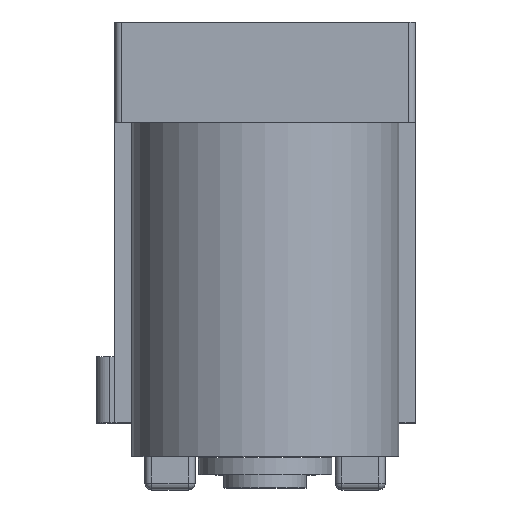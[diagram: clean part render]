
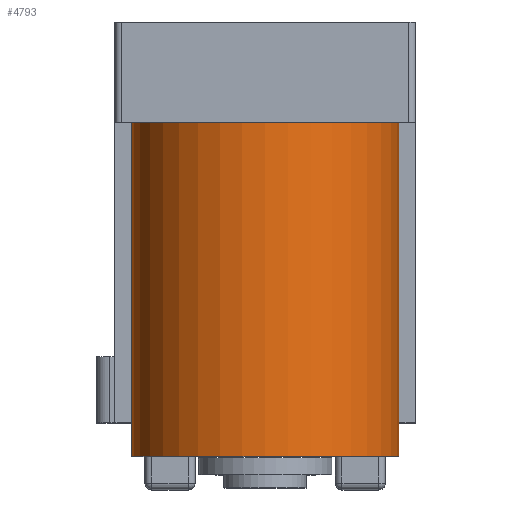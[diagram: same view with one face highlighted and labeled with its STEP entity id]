
A CAD part, top view. The second image highlights one B-rep face of the part: STEP entity #4793.
In plain terms, the highlighted cylindrical face has radius 4 mm (diameter 8 mm), a partial arc.
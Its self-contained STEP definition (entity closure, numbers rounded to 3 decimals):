
#64=CYLINDRICAL_SURFACE('',#5079,4.);
#105=CIRCLE('',#5080,4.);
#106=CIRCLE('',#5081,4.);
#300=FACE_OUTER_BOUND('',#578,.T.);
#578=EDGE_LOOP('',(#3226,#3227,#3228,#3229,#3230,#3231));
#981=LINE('',#7056,#1506);
#1011=LINE('',#7115,#1536);
#1012=LINE('',#7119,#1537);
#1013=LINE('',#7121,#1538);
#1506=VECTOR('',#5555,1.);
#1536=VECTOR('',#5605,1.);
#1537=VECTOR('',#5610,1.);
#1538=VECTOR('',#5611,1.);
#2044=VERTEX_POINT('',#7020);
#2051=VERTEX_POINT('',#7038);
#2056=VERTEX_POINT('',#7055);
#2075=VERTEX_POINT('',#7113);
#2076=VERTEX_POINT('',#7117);
#2077=VERTEX_POINT('',#7120);
#2496=EDGE_CURVE('',#2044,#2056,#981,.T.);
#2527=EDGE_CURVE('',#2075,#2044,#1011,.T.);
#2528=EDGE_CURVE('',#2075,#2076,#105,.T.);
#2529=EDGE_CURVE('',#2076,#2051,#1012,.T.);
#2530=EDGE_CURVE('',#2051,#2077,#1013,.T.);
#2531=EDGE_CURVE('',#2056,#2077,#106,.T.);
#3226=ORIENTED_EDGE('',*,*,#2528,.T.);
#3227=ORIENTED_EDGE('',*,*,#2529,.T.);
#3228=ORIENTED_EDGE('',*,*,#2530,.T.);
#3229=ORIENTED_EDGE('',*,*,#2531,.F.);
#3230=ORIENTED_EDGE('',*,*,#2496,.F.);
#3231=ORIENTED_EDGE('',*,*,#2527,.F.);
#4793=ADVANCED_FACE('',(#300),#64,.T.);
#5079=AXIS2_PLACEMENT_3D('',#7116,#5606,#5607);
#5080=AXIS2_PLACEMENT_3D('',#7118,#5608,#5609);
#5081=AXIS2_PLACEMENT_3D('',#7122,#5612,#5613);
#5555=DIRECTION('',(0.,-1.,0.));
#5605=DIRECTION('',(0.,-1.,0.));
#5606=DIRECTION('center_axis',(0.,1.,0.));
#5607=DIRECTION('ref_axis',(-1.,0.,0.));
#5608=DIRECTION('center_axis',(0.,-1.,0.));
#5609=DIRECTION('ref_axis',(1.,0.,0.));
#5610=DIRECTION('',(0.,-1.,0.));
#5611=DIRECTION('',(0.,-1.,0.));
#5612=DIRECTION('center_axis',(0.,-1.,0.));
#5613=DIRECTION('ref_axis',(1.,0.,0.));
#7020=CARTESIAN_POINT('',(6.339,-1.5,6.6));
#7038=CARTESIAN_POINT('',(-1.661,-1.5,6.6));
#7055=CARTESIAN_POINT('',(6.339,-2.5,6.6));
#7056=CARTESIAN_POINT('',(6.339,-1.5,6.6));
#7113=CARTESIAN_POINT('',(6.339,7.5,6.6));
#7115=CARTESIAN_POINT('',(6.339,7.5,6.6));
#7116=CARTESIAN_POINT('Origin',(2.339,7.5,6.6));
#7117=CARTESIAN_POINT('',(-1.661,7.5,6.6));
#7118=CARTESIAN_POINT('Origin',(2.339,7.5,6.6));
#7119=CARTESIAN_POINT('',(-1.661,7.5,6.6));
#7120=CARTESIAN_POINT('',(-1.661,-2.5,6.6));
#7121=CARTESIAN_POINT('',(-1.661,-1.5,6.6));
#7122=CARTESIAN_POINT('Origin',(2.339,-2.5,6.6));
